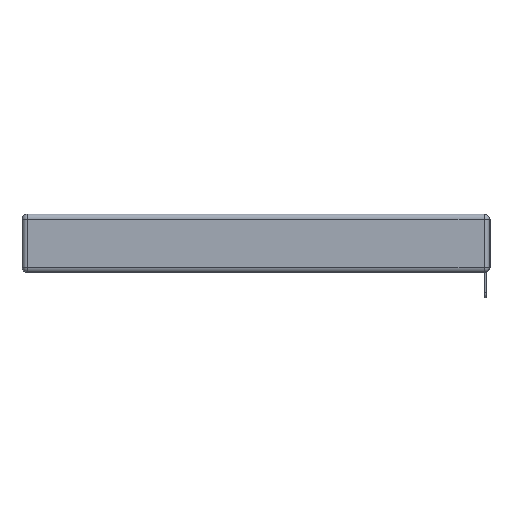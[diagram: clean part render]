
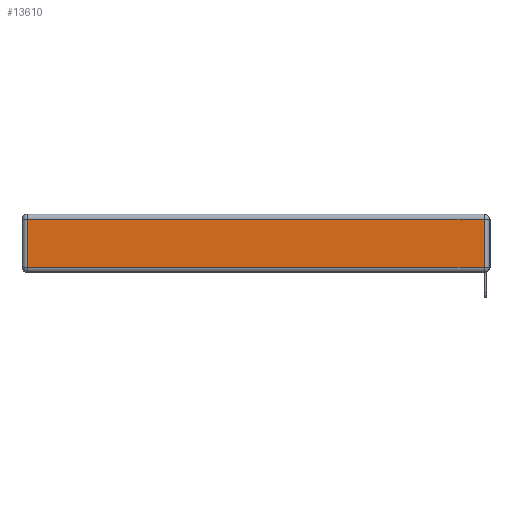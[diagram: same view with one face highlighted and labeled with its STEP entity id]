
A CAD part, left-side view. The second image highlights one B-rep face of the part: STEP entity #13610.
In plain terms, the highlighted planar face has unit normal (-1, 0, 0).
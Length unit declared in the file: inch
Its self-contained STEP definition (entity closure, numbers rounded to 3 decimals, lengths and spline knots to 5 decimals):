
#540 = VERTEX_POINT ( 'NONE', #9620 ) ;
#671 = VECTOR ( 'NONE', #3904, 39.37008 ) ;
#1478 = DIRECTION ( 'NONE',  ( 0., 0., -1. ) ) ;
#1556 = DIRECTION ( 'NONE',  ( 0., -1., 0. ) ) ;
#1671 = LINE ( 'NONE', #4965, #671 ) ;
#1997 = ORIENTED_EDGE ( 'NONE', *, *, #11840, .T. ) ;
#2247 = AXIS2_PLACEMENT_3D ( 'NONE', #3061, #7387, #14007 ) ;
#2572 = LINE ( 'NONE', #7954, #8374 ) ;
#3019 = ORIENTED_EDGE ( 'NONE', *, *, #3232, .T. ) ;
#3061 = CARTESIAN_POINT ( 'NONE',  ( 0., 0., -0.343 ) ) ;
#3232 = EDGE_CURVE ( 'NONE', #13612, #8743, #11365, .T. ) ;
#3610 = ORIENTED_EDGE ( 'NONE', *, *, #11255, .T. ) ;
#3904 = DIRECTION ( 'NONE',  ( 0., 0., 1. ) ) ;
#3957 = ORIENTED_EDGE ( 'NONE', *, *, #7054, .T. ) ;
#4852 = FACE_OUTER_BOUND ( 'NONE', #6256, .T. ) ;
#4965 = CARTESIAN_POINT ( 'NONE',  ( 0., 0.03, -0.343 ) ) ;
#4994 = PLANE ( 'NONE',  #2247 ) ;
#5034 = CARTESIAN_POINT ( 'NONE',  ( 0., 2.72, -0.03 ) ) ;
#5840 = CARTESIAN_POINT ( 'NONE',  ( 0., 2.75, -0.03 ) ) ;
#6256 = EDGE_LOOP ( 'NONE', ( #3610, #1997, #3019, #3957 ) ) ;
#6678 = VERTEX_POINT ( 'NONE', #12644 ) ;
#7021 = CARTESIAN_POINT ( 'NONE',  ( 0., 2.72, -0.343 ) ) ;
#7033 = DIRECTION ( 'NONE',  ( 0., 1., 0. ) ) ;
#7054 = EDGE_CURVE ( 'NONE', #8743, #6678, #11204, .T. ) ;
#7387 = DIRECTION ( 'NONE',  ( -1., 0., 0. ) ) ;
#7954 = CARTESIAN_POINT ( 'NONE',  ( 0., 0., -0.313 ) ) ;
#8374 = VECTOR ( 'NONE', #1556, 39.37008 ) ;
#8536 = VECTOR ( 'NONE', #1478, 39.37008 ) ;
#8743 = VERTEX_POINT ( 'NONE', #5034 ) ;
#9620 = CARTESIAN_POINT ( 'NONE',  ( 0., 0.03, -0.313 ) ) ;
#9850 = VECTOR ( 'NONE', #7033, 39.37008 ) ;
#11204 = LINE ( 'NONE', #7021, #8536 ) ;
#11255 = EDGE_CURVE ( 'NONE', #6678, #540, #2572, .T. ) ;
#11365 = LINE ( 'NONE', #5840, #9850 ) ;
#11840 = EDGE_CURVE ( 'NONE', #540, #13612, #1671, .T. ) ;
#12644 = CARTESIAN_POINT ( 'NONE',  ( 0., 2.72, -0.313 ) ) ;
#13610 = ADVANCED_FACE ( 'NONE', ( #4852 ), #4994, .T. ) ;
#13612 = VERTEX_POINT ( 'NONE', #13870 ) ;
#13870 = CARTESIAN_POINT ( 'NONE',  ( 0., 0.03, -0.03 ) ) ;
#14007 = DIRECTION ( 'NONE',  ( 0., 0., 1. ) ) ;
